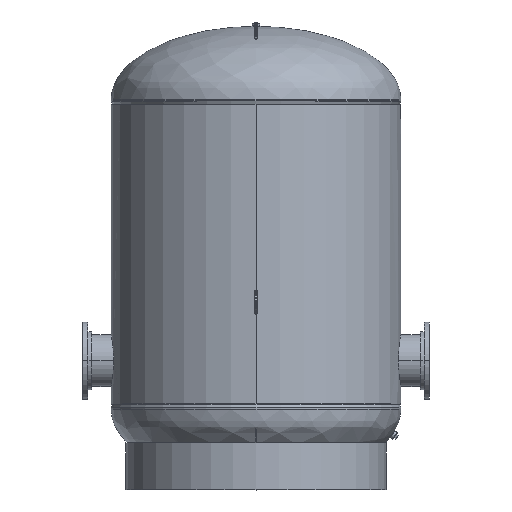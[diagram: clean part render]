
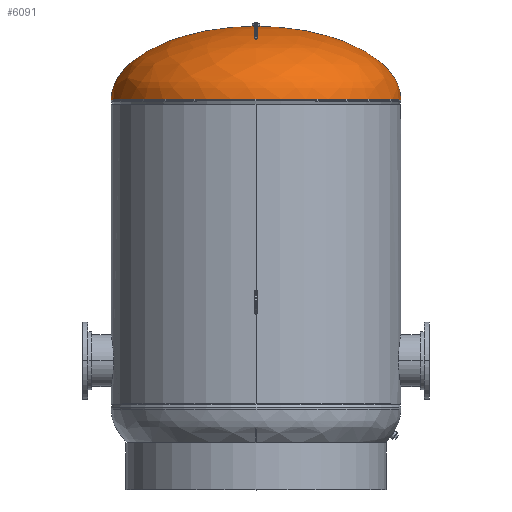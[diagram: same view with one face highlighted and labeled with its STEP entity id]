
A CAD part, top view. The second image highlights one B-rep face of the part: STEP entity #6091.
In plain terms, the highlighted free-form (B-spline) face has degree [3, 3] with [4, 4] control points.
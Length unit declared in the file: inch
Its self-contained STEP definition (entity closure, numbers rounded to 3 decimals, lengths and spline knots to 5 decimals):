
#64 = CARTESIAN_POINT ( 'NONE',  ( -0.625, 16.24671, 0. ) ) ;
#261 = DIRECTION ( 'NONE',  ( 1., 0., 0. ) ) ;
#297 = ORIENTED_EDGE ( 'NONE', *, *, #10897, .F. ) ;
#614 = CARTESIAN_POINT ( 'NONE',  ( 0.625, 16.24671, 1.25 ) ) ;
#720 = CARTESIAN_POINT ( 'NONE',  ( 30., 1.09375, 0. ) ) ;
#1014 = AXIS2_PLACEMENT_3D ( 'NONE', #2241, #6226, #261 ) ;
#1231 = DIRECTION ( 'NONE',  ( 0., 1., 0. ) ) ;
#1338 = CARTESIAN_POINT ( 'NONE',  ( -17.90589, 16.06479, 0. ) ) ;
#1449 = VERTEX_POINT ( 'NONE', #2670 ) ;
#1696 = VERTEX_POINT ( 'NONE', #4622 ) ;
#1718 = DIRECTION ( 'NONE',  ( 0., 1., 0. ) ) ;
#1756 = EDGE_CURVE ( 'NONE', #10652, #6704, #4638, .T. ) ;
#1801 = CARTESIAN_POINT ( 'NONE',  ( -30., 1.09375, 0. ) ) ;
#2193 = CARTESIAN_POINT ( 'NONE',  ( 30., 1.09375, 0. ) ) ;
#2241 = CARTESIAN_POINT ( 'NONE',  ( 0., 1.09375, 0. ) ) ;
#2263 = CARTESIAN_POINT ( 'NONE',  ( 17.90589, 16.06479, 35.81179 ) ) ;
#2381 = AXIS2_PLACEMENT_3D ( 'NONE', #8382, #1718, #12571 ) ;
#2391 = CARTESIAN_POINT ( 'NONE',  ( -17.90589, 16.06479, 35.81179 ) ) ;
#2469 = CARTESIAN_POINT ( 'NONE',  ( -30., 1.09375, 0. ) ) ;
#2670 = CARTESIAN_POINT ( 'NONE',  ( 30., 1.09375, 0. ) ) ;
#2894 = CARTESIAN_POINT ( 'NONE',  ( 0.625, 16.24671, 0. ) ) ;
#3193 = VERTEX_POINT ( 'NONE', #3400 ) ;
#3310 = CARTESIAN_POINT ( 'NONE',  ( -30., 9.8261, 60. ) ) ;
#3400 = CARTESIAN_POINT ( 'NONE',  ( 0.625, 16.24671, 0. ) ) ;
#4102 = EDGE_CURVE ( 'NONE', #1449, #6704, #11660, .T. ) ;
#4158 = CARTESIAN_POINT ( 'NONE',  ( -30., 9.8261, 0. ) ) ;
#4218 = CARTESIAN_POINT ( 'NONE',  ( 17.90589, 16.06479, 0. ) ) ;
#4605 = CARTESIAN_POINT ( 'NONE',  ( 0.625, 16.24671, 0. ) ) ;
#4622 = CARTESIAN_POINT ( 'NONE',  ( 0., 16.24671, 0.625 ) ) ;
#4638 =( BOUNDED_CURVE ( )  B_SPLINE_CURVE ( 3, ( #9644, #4748, #11598, #1801 ),
 .UNSPECIFIED., .F., .F. ) 
 B_SPLINE_CURVE_WITH_KNOTS ( ( 4, 4 ),
 ( 4.73322, 6.28319 ),
 .UNSPECIFIED. ) 
 CURVE ( )  GEOMETRIC_REPRESENTATION_ITEM ( )  RATIONAL_B_SPLINE_CURVE ( ( 1., 0.81, 0.81, 1. ) ) 
 REPRESENTATION_ITEM ( '' )  );
#4748 = CARTESIAN_POINT ( 'NONE',  ( -17.90589, 16.06479, 0. ) ) ;
#4899 = CARTESIAN_POINT ( 'NONE',  ( 17.90589, 16.06479, 0. ) ) ;
#4951 = EDGE_CURVE ( 'NONE', #10652, #1696, #4960, .T. ) ;
#4960 = CIRCLE ( 'NONE', #6629, 0.625 ) ;
#5049 =( BOUNDED_CURVE ( )  B_SPLINE_CURVE ( 3, ( #2894, #4899, #8143, #720 ),
 .UNSPECIFIED., .F., .F. ) 
 B_SPLINE_CURVE_WITH_KNOTS ( ( 4, 4 ),
 ( 4.73322, 6.28319 ),
 .UNSPECIFIED. ) 
 CURVE ( )  GEOMETRIC_REPRESENTATION_ITEM ( )  RATIONAL_B_SPLINE_CURVE ( ( 1., 0.81, 0.81, 1. ) ) 
 REPRESENTATION_ITEM ( '' )  );
#5330 = CARTESIAN_POINT ( 'NONE',  ( -0.625, 16.24671, 0. ) ) ;
#5407 =( BOUNDED_SURFACE ( )  B_SPLINE_SURFACE ( 3, 3, ( 
 ( #4605, #614, #5466, #5330 ),
 ( #4218, #2263, #2391, #1338 ),
 ( #12251, #10226, #3310, #4158 ),
 ( #2193, #8395, #12381, #2469 ) ),
 .UNSPECIFIED., .F., .F., .F. ) 
 B_SPLINE_SURFACE_WITH_KNOTS ( ( 4, 4 ),
 ( 4, 4 ),
 ( 0., 1. ),
 ( 0., 1. ),
 .UNSPECIFIED. ) 
 GEOMETRIC_REPRESENTATION_ITEM ( )  RATIONAL_B_SPLINE_SURFACE ( (
 ( 1., 0.333, 0.333, 1.),
 ( 0.81, 0.27, 0.27, 0.81),
 ( 0.81, 0.27, 0.27, 0.81),
 ( 1., 0.333, 0.333, 1.) ) ) 
 REPRESENTATION_ITEM ( '' )  SURFACE ( )  );
#5466 = CARTESIAN_POINT ( 'NONE',  ( -0.625, 16.24671, 1.25 ) ) ;
#5519 = CIRCLE ( 'NONE', #2381, 0.625 ) ;
#5587 = FACE_OUTER_BOUND ( 'NONE', #6500, .T. ) ;
#6091 = ADVANCED_FACE ( 'NONE', ( #5587 ), #5407, .F. ) ;
#6226 = DIRECTION ( 'NONE',  ( 0., -1., 0. ) ) ;
#6260 = DIRECTION ( 'NONE',  ( 1., 0., 0. ) ) ;
#6500 = EDGE_LOOP ( 'NONE', ( #10400, #8374, #11525, #297, #10685 ) ) ;
#6629 = AXIS2_PLACEMENT_3D ( 'NONE', #12001, #1231, #6260 ) ;
#6704 = VERTEX_POINT ( 'NONE', #12082 ) ;
#8143 = CARTESIAN_POINT ( 'NONE',  ( 30., 9.8261, 0. ) ) ;
#8374 = ORIENTED_EDGE ( 'NONE', *, *, #1756, .T. ) ;
#8382 = CARTESIAN_POINT ( 'NONE',  ( 0., 16.24671, 0. ) ) ;
#8395 = CARTESIAN_POINT ( 'NONE',  ( 30., 1.09375, 60. ) ) ;
#9644 = CARTESIAN_POINT ( 'NONE',  ( -0.625, 16.24671, 0. ) ) ;
#10226 = CARTESIAN_POINT ( 'NONE',  ( 30., 9.8261, 60. ) ) ;
#10400 = ORIENTED_EDGE ( 'NONE', *, *, #4951, .F. ) ;
#10598 = EDGE_CURVE ( 'NONE', #1696, #3193, #5519, .T. ) ;
#10652 = VERTEX_POINT ( 'NONE', #64 ) ;
#10685 = ORIENTED_EDGE ( 'NONE', *, *, #10598, .F. ) ;
#10897 = EDGE_CURVE ( 'NONE', #3193, #1449, #5049, .T. ) ;
#11525 = ORIENTED_EDGE ( 'NONE', *, *, #4102, .F. ) ;
#11598 = CARTESIAN_POINT ( 'NONE',  ( -30., 9.8261, 0. ) ) ;
#11660 = CIRCLE ( 'NONE', #1014, 30. ) ;
#12001 = CARTESIAN_POINT ( 'NONE',  ( 0., 16.24671, 0. ) ) ;
#12082 = CARTESIAN_POINT ( 'NONE',  ( -30., 1.09375, 0. ) ) ;
#12251 = CARTESIAN_POINT ( 'NONE',  ( 30., 9.8261, 0. ) ) ;
#12381 = CARTESIAN_POINT ( 'NONE',  ( -30., 1.09375, 60. ) ) ;
#12571 = DIRECTION ( 'NONE',  ( 1., 0., 0. ) ) ;
